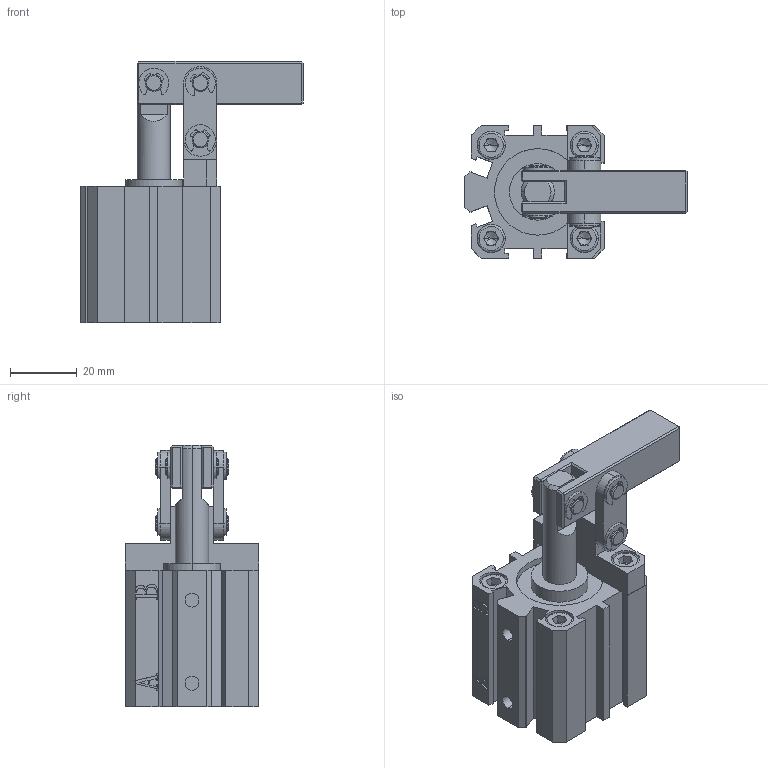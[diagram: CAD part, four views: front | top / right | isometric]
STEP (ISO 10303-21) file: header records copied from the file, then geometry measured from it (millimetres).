
FILE_DESCRIPTION (( 'STEP AP214' ), '1' );
FILE_NAME ('HALC-25.STEP', '2021-07-26T06:30:51', ( '微软用户' ), ( '微软中国' ), 'SwSTEP 2.0', 'SolidWorks 2012', '' );
FILE_SCHEMA (( 'AUTOMOTIVE_DESIGN' ));
Length unit declared in the file: millimetre
Products named in the file (10): hexagon socket head cap screws gb_GB_FASTENER_SCREWS_HSHCS M5X8-N; e rings gb_GB_CONNECTING_PIECE_RINGS_HR 4; HALC-25盓傅釱; HALC-25酗种; HALC-25揤旋; HALC-25蟀裝; HALC-25活塞杆; HALC-25傻种; HALC-25掛极; HALC-25
Assembly tree (19 placements, depth 2):
  HALC-25
    HALC-25掛极
    HALC-25傻种
    HALC-25活塞杆
    HALC-25蟀裝  x2
    HALC-25揤旋
    HALC-25酗种  x2
    HALC-25盓傅釱
    e rings gb_GB_CONNECTING_PIECE_RINGS_HR 4  x6
    hexagon socket head cap screws gb_GB_FASTENER_SCREWS_HSHCS M5X8-N  x4
Bounding box: 67 x 40 x 78.5 mm (x, y, z)
Volume: 68451.4 mm3; surface area: 28760.7 mm2
Topology: 19 solids, 19 shells, 570 faces, 1410 edges, 905 vertices
Faces by surface type: plane 311, cylinder 204, cone 31, bspline 16, torus 8
Entity records: 11389 total; most frequent: CARTESIAN_POINT 2616, DIRECTION 1723, ORIENTED_EDGE 1690, EDGE_CURVE 845, VECTOR 589, LINE 589, AXIS2_PLACEMENT_3D 567, VERTEX_POINT 544
